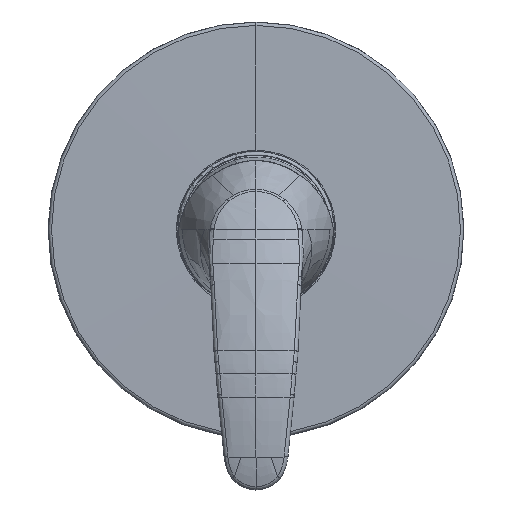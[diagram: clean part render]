
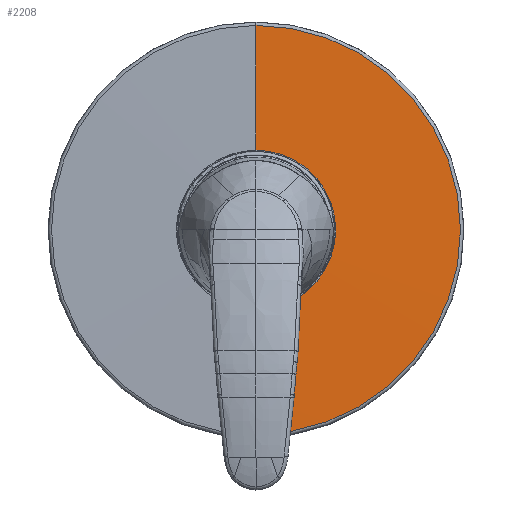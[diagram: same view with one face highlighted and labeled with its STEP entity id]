
A CAD part, top view. The second image highlights one B-rep face of the part: STEP entity #2208.
In plain terms, the highlighted spherical face has radius 4000 mm.
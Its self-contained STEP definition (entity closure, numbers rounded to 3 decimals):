
#300 = ORIENTED_EDGE ( 'NONE', *, *, #4314, .T. ) ;
#305 = AXIS2_PLACEMENT_3D ( 'NONE', #1737, #922, #2543 ) ;
#572 = ORIENTED_EDGE ( 'NONE', *, *, #9456, .F. ) ;
#606 = DIRECTION ( 'NONE',  ( -1., 0., 0. ) ) ;
#836 = CIRCLE ( 'NONE', #5519, 4000. ) ;
#922 = DIRECTION ( 'NONE',  ( 1., 0., 0. ) ) ;
#984 = CIRCLE ( 'NONE', #3972, 63.92 ) ;
#1413 = ORIENTED_EDGE ( 'NONE', *, *, #3989, .F. ) ;
#1737 = CARTESIAN_POINT ( 'NONE',  ( 159.61, 64.976, -3932.656 ) ) ;
#1822 = EDGE_LOOP ( 'NONE', ( #572, #300, #5694, #1413 ) ) ;
#1857 = CIRCLE ( 'NONE', #3852, 4000. ) ;
#1991 = CARTESIAN_POINT ( 'NONE',  ( 159.61, 40.076, 67.266 ) ) ;
#2015 = DIRECTION ( 'NONE',  ( 1., 0., 0. ) ) ;
#2208 = ADVANCED_FACE ( 'NONE', ( #3626 ), #9640, .T. ) ;
#2543 = DIRECTION ( 'NONE',  ( 0., 1., 0. ) ) ;
#3094 = CARTESIAN_POINT ( 'NONE',  ( 159.61, 128.895, 66.833 ) ) ;
#3152 = VERTEX_POINT ( 'NONE', #3094 ) ;
#3176 = CARTESIAN_POINT ( 'NONE',  ( 159.61, 1.056, 66.833 ) ) ;
#3395 = CARTESIAN_POINT ( 'NONE',  ( 159.61, 64.976, 66.833 ) ) ;
#3626 = FACE_OUTER_BOUND ( 'NONE', #1822, .T. ) ;
#3852 = AXIS2_PLACEMENT_3D ( 'NONE', #4321, #9934, #5131 ) ;
#3972 = AXIS2_PLACEMENT_3D ( 'NONE', #3395, #9003, #4190 ) ;
#3989 = EDGE_CURVE ( 'NONE', #9373, #3152, #1857, .T. ) ;
#4190 = DIRECTION ( 'NONE',  ( 0., -1., 0. ) ) ;
#4314 = EDGE_CURVE ( 'NONE', #6292, #4956, #836, .T. ) ;
#4321 = CARTESIAN_POINT ( 'NONE',  ( 159.61, 64.976, -3932.656 ) ) ;
#4956 = VERTEX_POINT ( 'NONE', #3176 ) ;
#5131 = DIRECTION ( 'NONE',  ( 0., 0., 1. ) ) ;
#5415 = DIRECTION ( 'NONE',  ( 0., 0., 1. ) ) ;
#5519 = AXIS2_PLACEMENT_3D ( 'NONE', #6801, #2015, #7631 ) ;
#5694 = ORIENTED_EDGE ( 'NONE', *, *, #6014, .T. ) ;
#6014 = EDGE_CURVE ( 'NONE', #4956, #3152, #984, .T. ) ;
#6292 = VERTEX_POINT ( 'NONE', #1991 ) ;
#6801 = CARTESIAN_POINT ( 'NONE',  ( 159.61, 64.976, -3932.656 ) ) ;
#7438 = CIRCLE ( 'NONE', #7616, 24.9 ) ;
#7616 = AXIS2_PLACEMENT_3D ( 'NONE', #10243, #5415, #606 ) ;
#7631 = DIRECTION ( 'NONE',  ( 0., 0., -1. ) ) ;
#9003 = DIRECTION ( 'NONE',  ( 0., 0., 1. ) ) ;
#9365 = CARTESIAN_POINT ( 'NONE',  ( 159.61, 89.876, 67.266 ) ) ;
#9373 = VERTEX_POINT ( 'NONE', #9365 ) ;
#9456 = EDGE_CURVE ( 'NONE', #6292, #9373, #7438, .T. ) ;
#9640 = SPHERICAL_SURFACE ( 'NONE', #305, 4000. ) ;
#9934 = DIRECTION ( 'NONE',  ( -1., 0., 0. ) ) ;
#10243 = CARTESIAN_POINT ( 'NONE',  ( 159.61, 64.976, 67.266 ) ) ;
